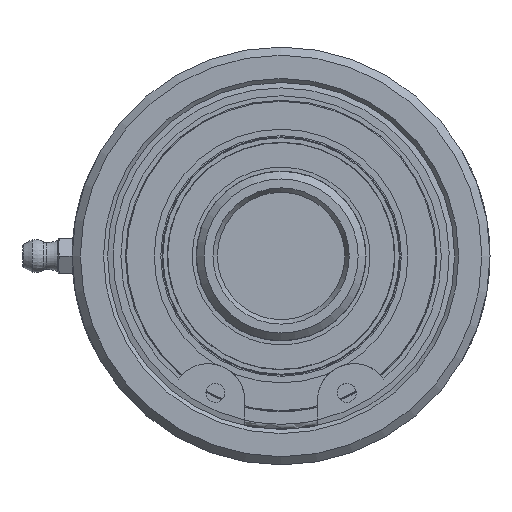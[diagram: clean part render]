
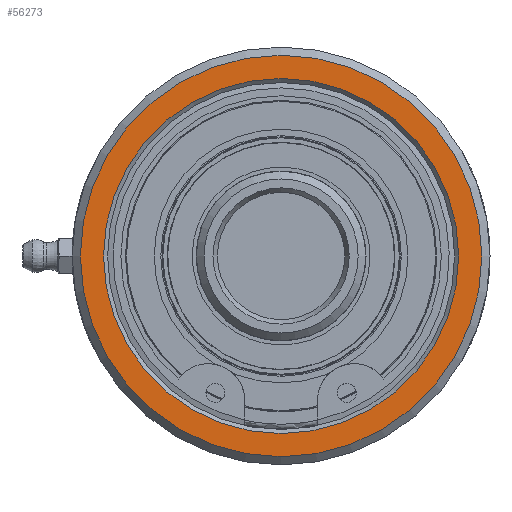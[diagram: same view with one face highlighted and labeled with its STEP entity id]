
A CAD part, left-side view. The second image highlights one B-rep face of the part: STEP entity #56273.
In plain terms, the highlighted planar face has unit normal (-1, 0, 0).
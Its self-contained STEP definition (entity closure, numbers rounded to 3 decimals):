
#56239=CARTESIAN_POINT('',(-46.7,39.4,0.));
#56240=VERTEX_POINT('',#56239);
#56241=CARTESIAN_POINT('',(-46.7,0.,0.));
#56242=DIRECTION('',(1.0,0.0,0.0));
#56243=DIRECTION('',(0.0,-1.0,0.0));
#56244=AXIS2_PLACEMENT_3D('',#56241,#56242,#56243);
#56245=CIRCLE('',#56244,39.4);
#56246=EDGE_CURVE('',#56240,#56240,#56245,.T.);
#56254=CARTESIAN_POINT('',(-46.7,37.525,0.));
#56255=DIRECTION('',(-1.0,0.0,0.0));
#56256=DIRECTION('',(0.0,0.0,1.0));
#56257=AXIS2_PLACEMENT_3D('',#56254,#56255,#56256);
#56258=PLANE('',#56257);
#56259=ORIENTED_EDGE('',*,*,#56246,.F.);
#56260=EDGE_LOOP('',(#56259));
#56261=FACE_OUTER_BOUND('',#56260,.T.);
#56262=CARTESIAN_POINT('',(-46.7,34.85,0.));
#56263=VERTEX_POINT('',#56262);
#56264=CARTESIAN_POINT('',(-46.7,0.,0.));
#56265=DIRECTION('',(-1.0,0.0,0.0));
#56266=DIRECTION('',(0.0,-1.0,0.0));
#56267=AXIS2_PLACEMENT_3D('',#56264,#56265,#56266);
#56268=CIRCLE('',#56267,34.85);
#56269=EDGE_CURVE('',#56263,#56263,#56268,.T.);
#56270=ORIENTED_EDGE('',*,*,#56269,.F.);
#56271=EDGE_LOOP('',(#56270));
#56272=FACE_BOUND('',#56271,.T.);
#56273=ADVANCED_FACE('',(#56261,#56272),#56258,.T.);
